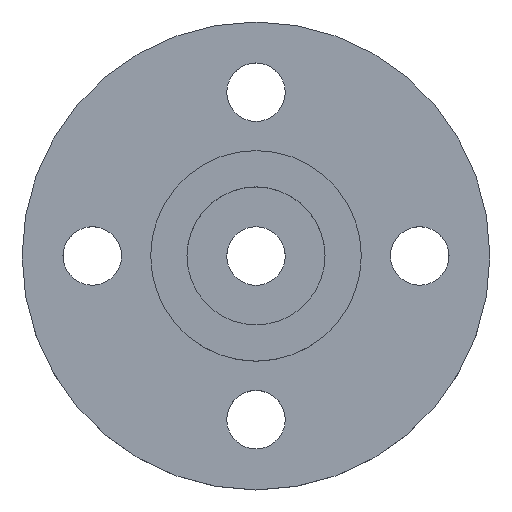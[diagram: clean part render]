
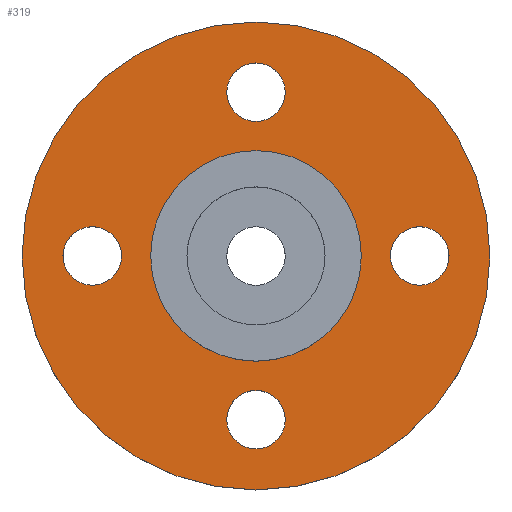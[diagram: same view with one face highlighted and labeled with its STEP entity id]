
A CAD part, top view. The second image highlights one B-rep face of the part: STEP entity #319.
In plain terms, the highlighted planar face has unit normal (0, 0, 1).
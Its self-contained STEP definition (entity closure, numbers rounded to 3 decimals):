
#137=CARTESIAN_POINT('',(10.,0.,2.5));
#138=VERTEX_POINT('',#137);
#145=CARTESIAN_POINT('',(0.,0.,2.5));
#146=DIRECTION('',(1.,0.,-0.));
#147=DIRECTION('',(0.,-0.,-1.));
#148=AXIS2_PLACEMENT_3D('',#145,#147,#146);
#149=CIRCLE('',#148,10.);
#150=EDGE_CURVE('',#138,#138,#149,.T.);
#170=CARTESIAN_POINT('',(1.25,7.,2.5));
#171=VERTEX_POINT('',#170);
#178=CARTESIAN_POINT('',(0.,7.,2.5));
#179=DIRECTION('',(1.,0.,-0.));
#180=DIRECTION('',(0.,0.,1.));
#181=AXIS2_PLACEMENT_3D('',#178,#180,#179);
#182=CIRCLE('',#181,1.25);
#183=EDGE_CURVE('',#171,#171,#182,.T.);
#203=CARTESIAN_POINT('',(8.25,0.,2.5));
#204=VERTEX_POINT('',#203);
#211=CARTESIAN_POINT('',(7.,0.,2.5));
#212=DIRECTION('',(1.,0.,-0.));
#213=DIRECTION('',(0.,-0.,1.));
#214=AXIS2_PLACEMENT_3D('',#211,#213,#212);
#215=CIRCLE('',#214,1.25);
#216=EDGE_CURVE('',#204,#204,#215,.T.);
#236=CARTESIAN_POINT('',(1.25,-7.,2.5));
#237=VERTEX_POINT('',#236);
#244=CARTESIAN_POINT('',(0.,-7.,2.5));
#245=DIRECTION('',(1.,0.,-0.));
#246=DIRECTION('',(0.,-0.,1.));
#247=AXIS2_PLACEMENT_3D('',#244,#246,#245);
#248=CIRCLE('',#247,1.25);
#249=EDGE_CURVE('',#237,#237,#248,.T.);
#269=CARTESIAN_POINT('',(-5.75,0.,2.5));
#270=VERTEX_POINT('',#269);
#277=CARTESIAN_POINT('',(-7.,0.,2.5));
#278=DIRECTION('',(1.,0.,-0.));
#279=DIRECTION('',(0.,-0.,1.));
#280=AXIS2_PLACEMENT_3D('',#277,#279,#278);
#281=CIRCLE('',#280,1.25);
#282=EDGE_CURVE('',#270,#270,#281,.T.);
#288=CARTESIAN_POINT('',(-2.679,0.,2.5));
#289=DIRECTION('',(1.,0.,0.));
#290=DIRECTION('',(0.,0.,1.));
#291=AXIS2_PLACEMENT_3D('',#288,#290,#289);
#292=PLANE('',#291);
#293=ORIENTED_EDGE('',*,*,#150,.F.);
#294=EDGE_LOOP('',(#293));
#295=FACE_OUTER_BOUND('',#294,.T.);
#296=ORIENTED_EDGE('',*,*,#282,.F.);
#297=EDGE_LOOP('',(#296));
#298=FACE_BOUND('',#297,.T.);
#299=ORIENTED_EDGE('',*,*,#249,.F.);
#300=EDGE_LOOP('',(#299));
#301=FACE_BOUND('',#300,.T.);
#302=ORIENTED_EDGE('',*,*,#216,.F.);
#303=EDGE_LOOP('',(#302));
#304=FACE_BOUND('',#303,.T.);
#305=ORIENTED_EDGE('',*,*,#183,.F.);
#306=EDGE_LOOP('',(#305));
#307=FACE_BOUND('',#306,.T.);
#308=CARTESIAN_POINT('',(2.95,0.,2.5));
#309=VERTEX_POINT('',#308);
#310=CARTESIAN_POINT('',(0.,0.,2.5));
#311=DIRECTION('',(1.,0.,-0.));
#312=DIRECTION('',(0.,-0.,-1.));
#313=AXIS2_PLACEMENT_3D('',#310,#312,#311);
#314=CIRCLE('',#313,2.95);
#315=EDGE_CURVE('',#309,#309,#314,.T.);
#316=ORIENTED_EDGE('E22',*,*,#315,.T.);
#317=EDGE_LOOP('',(#316));
#318=FACE_BOUND('',#317,.T.);
#319=ADVANCED_FACE('F10',(#295,#298,#301,#304,#307,#318),#292,.T.);
